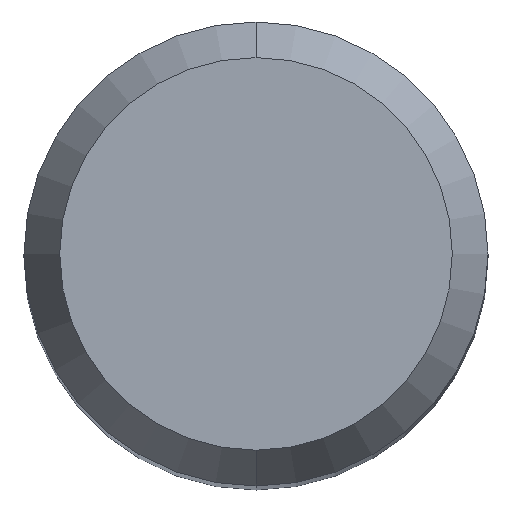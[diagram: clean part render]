
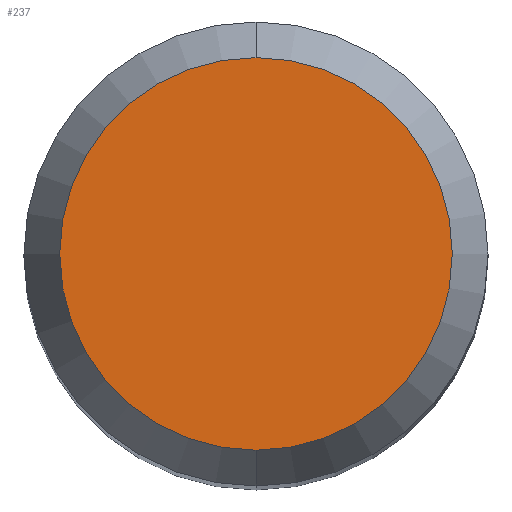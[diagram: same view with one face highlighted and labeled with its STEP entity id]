
A CAD part, top view. The second image highlights one B-rep face of the part: STEP entity #237.
In plain terms, the highlighted planar face has unit normal (0, 0, 1).
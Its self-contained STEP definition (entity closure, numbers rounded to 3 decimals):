
#187=EDGE_CURVE('',#391,#259,#464,.T.);
#237=ADVANCED_FACE('',(#518),#519,.T.);
#259=VERTEX_POINT('',#543);
#285=EDGE_CURVE('',#259,#391,#572,.T.);
#391=VERTEX_POINT('',#688);
#464=CIRCLE('',#782,2.538);
#518=FACE_OUTER_BOUND('',#919,.T.);
#519=PLANE('',#920);
#543=CARTESIAN_POINT('',(0.0,2.538,29.177));
#572=CIRCLE('',#1046,2.538);
#688=CARTESIAN_POINT('',(0.,-2.538,29.177));
#782=AXIS2_PLACEMENT_3D('',#1370,#1371,#1372);
#919=EDGE_LOOP('',(#1420,#1421));
#920=AXIS2_PLACEMENT_3D('',#1422,#1423,#1424);
#1046=AXIS2_PLACEMENT_3D('',#1479,#1480,#1481);
#1370=CARTESIAN_POINT('',(0.0,0.0,29.177));
#1371=DIRECTION('',(0.0,0.0,-1.0));
#1372=DIRECTION('',(0.0,1.0,0.0));
#1420=ORIENTED_EDGE('',*,*,#285,.F.);
#1421=ORIENTED_EDGE('',*,*,#187,.F.);
#1422=CARTESIAN_POINT('',(0.0,1.269,29.177));
#1423=DIRECTION('',(-0.0,0.0,1.0));
#1424=DIRECTION('',(0.0,-1.0,0.0));
#1479=CARTESIAN_POINT('',(0.0,0.0,29.177));
#1480=DIRECTION('',(0.0,0.0,-1.0));
#1481=DIRECTION('',(0.0,1.0,0.0));
